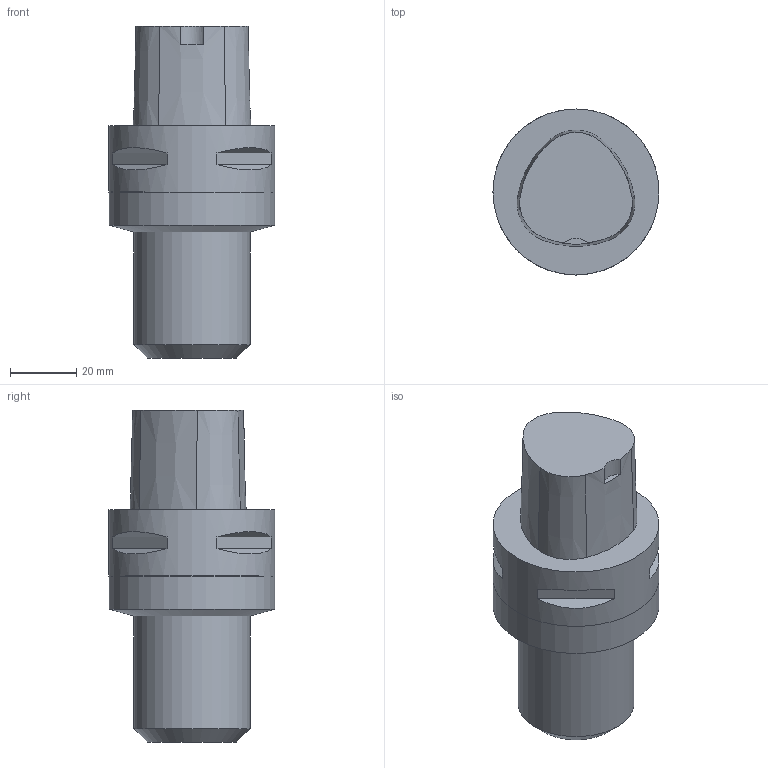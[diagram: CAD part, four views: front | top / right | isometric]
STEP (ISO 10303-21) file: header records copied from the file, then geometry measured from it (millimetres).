
FILE_DESCRIPTION(/* description */ (''),/* implementation_level */ '2;1');
FILE_NAME(/* name */ '7557_2_3d.stp',/* time_stamp */ '2017-02-05T14:09:58+01:00',/* author */ (''),/* organization */ ('SMS'),/* preprocessor_version */ 'ST-DEVELOPER v15',/* originating_system */ 'SIEMENS PLM Software NX 8.5',/* authorisation */ '');
FILE_SCHEMA (('AUTOMOTIVE_DESIGN { 1 0 10303 214 3 1 1 1 }'));
Length unit declared in the file: millimetre
Products named in the file (1): 7557_2_3D
Bounding box: 50 x 50 x 100 mm (x, y, z)
Volume: 124061.5 mm3; surface area: 15929.8 mm2
Topology: 1 solids, 1 shells, 29 faces, 60 edges, 39 vertices
Faces by surface type: plane 17, cone 8, cylinder 4
Full cylindrical faces by diameter (mm): 35 x1, 49.98 x1, 50 x1
Entity records: 809 total; most frequent: DIRECTION 150, CARTESIAN_POINT 133, ORIENTED_EDGE 110, AXIS2_PLACEMENT_3D 64, EDGE_CURVE 55, EDGE_LOOP 40, VERTEX_POINT 39, ADVANCED_FACE 29
